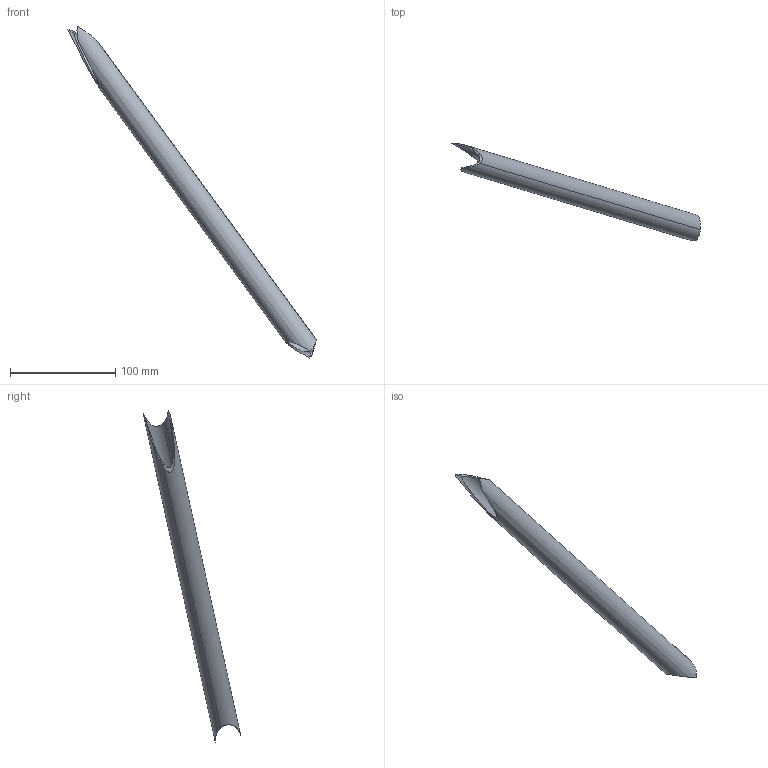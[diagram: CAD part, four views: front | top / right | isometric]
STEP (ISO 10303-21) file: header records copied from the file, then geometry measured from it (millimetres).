
FILE_DESCRIPTION(('CATIA V5 STEP Exchange'),'2;1');
FILE_NAME('14.stp','2023-02-19T19:32:41+00:00',('none'),('none'),'CATIA Version 5 Release 19 SP 2 (IN-10)','CATIA V5 STEP AP203','none');
FILE_SCHEMA(('CONFIG_CONTROL_DESIGN'));
Length unit declared in the file: millimetre
Products named in the file (1): Shape_544
Bounding box: 236.83 x 92.73 x 315.99 mm (x, y, z)
Volume: 39135.7 mm3; surface area: 52796.4 mm2
Topology: 1 solids, 1 shells, 15 faces, 45 edges, 30 vertices
Faces by surface type: cylinder 13, bspline 2
Entity records: 2244 total; most frequent: CARTESIAN_POINT 1872, ORIENTED_EDGE 90, EDGE_CURVE 45, B_SPLINE_CURVE_WITH_KNOTS 37, DIRECTION 34, VERTEX_POINT 30, ADVANCED_FACE 15, EDGE_LOOP 15
